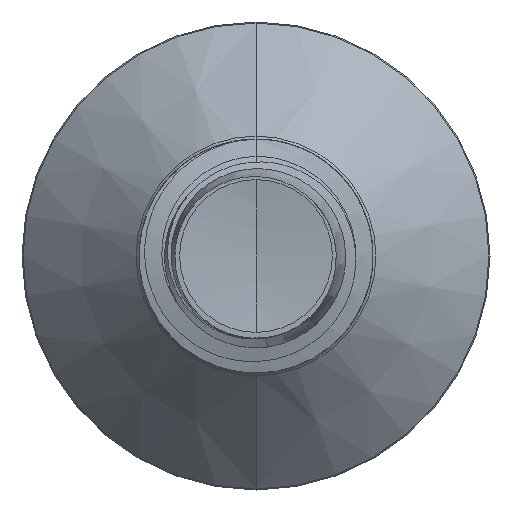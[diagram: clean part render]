
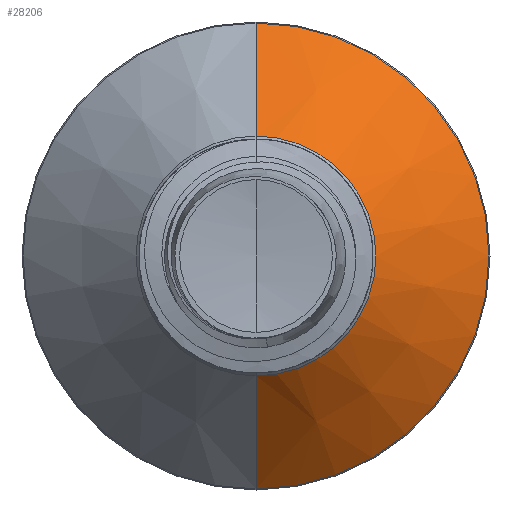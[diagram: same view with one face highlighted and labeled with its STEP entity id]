
A CAD part, front view. The second image highlights one B-rep face of the part: STEP entity #28206.
In plain terms, the highlighted conical face has half-angle 45 degrees and reference radius 2.563 mm.
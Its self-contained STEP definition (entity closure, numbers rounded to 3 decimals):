
#227 = CARTESIAN_POINT ( 'NONE',  ( 0., 29.313, 0. ) ) ;
#1126 = CARTESIAN_POINT ( 'NONE',  ( 0., 31.728, 4.978 ) ) ;
#2032 = VECTOR ( 'NONE', #2263, 1000. ) ;
#2263 = DIRECTION ( 'NONE',  ( 0., 0.707, -0.707 ) ) ;
#5617 = DIRECTION ( 'NONE',  ( 0., 1., 0. ) ) ;
#10818 = ORIENTED_EDGE ( 'NONE', *, *, #20853, .T. ) ;
#14540 = DIRECTION ( 'NONE',  ( 0., 1., 0. ) ) ;
#15576 = ORIENTED_EDGE ( 'NONE', *, *, #29603, .F. ) ;
#16822 = CIRCLE ( 'NONE', #27542, 4.978 ) ;
#17809 = CARTESIAN_POINT ( 'NONE',  ( 0., 29.313, 2.563 ) ) ;
#18090 = EDGE_LOOP ( 'NONE', ( #10818, #50430, #19212, #15576 ) ) ;
#19212 = ORIENTED_EDGE ( 'NONE', *, *, #30442, .F. ) ;
#20268 = DIRECTION ( 'NONE',  ( 0., 0., 1. ) ) ;
#20318 = EDGE_CURVE ( 'NONE', #48572, #44442, #38113, .T. ) ;
#20512 = CARTESIAN_POINT ( 'NONE',  ( 0., 29.313, -2.563 ) ) ;
#20853 = EDGE_CURVE ( 'NONE', #30984, #48572, #35326, .T. ) ;
#22331 = DIRECTION ( 'NONE',  ( 0., 1., 0. ) ) ;
#22378 = DIRECTION ( 'NONE',  ( 0., 0.707, 0.707 ) ) ;
#25200 = CARTESIAN_POINT ( 'NONE',  ( 0., 29.313, 2.563 ) ) ;
#25465 = FACE_OUTER_BOUND ( 'NONE', #18090, .T. ) ;
#27542 = AXIS2_PLACEMENT_3D ( 'NONE', #41558, #14540, #46041 ) ;
#28206 = ADVANCED_FACE ( 'NONE', ( #25465 ), #58563, .T. ) ;
#29603 = EDGE_CURVE ( 'NONE', #30984, #31296, #56995, .T. ) ;
#30442 = EDGE_CURVE ( 'NONE', #31296, #44442, #16822, .T. ) ;
#30984 = VERTEX_POINT ( 'NONE', #25200 ) ;
#31296 = VERTEX_POINT ( 'NONE', #1126 ) ;
#33171 = VECTOR ( 'NONE', #22378, 1000. ) ;
#35326 = CIRCLE ( 'NONE', #37958, 2.563 ) ;
#35335 = CARTESIAN_POINT ( 'NONE',  ( 0., 29.313, -2.563 ) ) ;
#37958 = AXIS2_PLACEMENT_3D ( 'NONE', #49112, #22331, #53534 ) ;
#38113 = LINE ( 'NONE', #35335, #2032 ) ;
#41558 = CARTESIAN_POINT ( 'NONE',  ( 0., 31.728, 0. ) ) ;
#44442 = VERTEX_POINT ( 'NONE', #53702 ) ;
#46041 = DIRECTION ( 'NONE',  ( 0., 0., 1. ) ) ;
#48572 = VERTEX_POINT ( 'NONE', #20512 ) ;
#49112 = CARTESIAN_POINT ( 'NONE',  ( 0., 29.313, 0. ) ) ;
#50430 = ORIENTED_EDGE ( 'NONE', *, *, #20318, .T. ) ;
#53534 = DIRECTION ( 'NONE',  ( 0., 0., 1. ) ) ;
#53702 = CARTESIAN_POINT ( 'NONE',  ( 0., 31.728, -4.978 ) ) ;
#55542 = AXIS2_PLACEMENT_3D ( 'NONE', #227, #5617, #20268 ) ;
#56995 = LINE ( 'NONE', #17809, #33171 ) ;
#58563 = CONICAL_SURFACE ( 'NONE', #55542, 2.563, 0.785 ) ;
